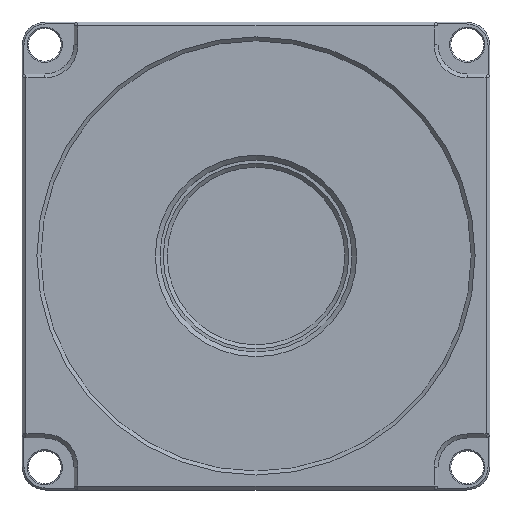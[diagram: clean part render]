
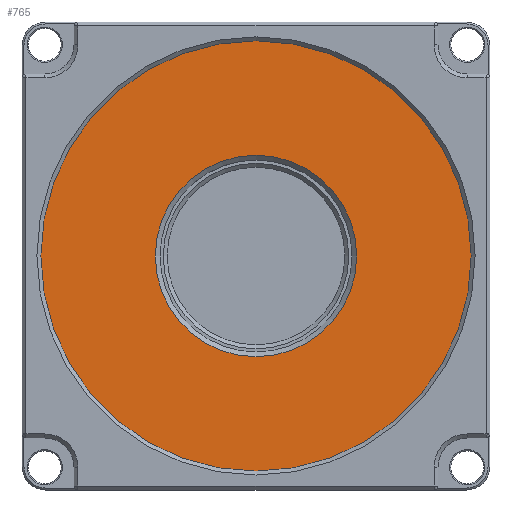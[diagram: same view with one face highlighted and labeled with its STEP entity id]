
A CAD part, top view. The second image highlights one B-rep face of the part: STEP entity #765.
In plain terms, the highlighted planar face has unit normal (0, 0, 1).
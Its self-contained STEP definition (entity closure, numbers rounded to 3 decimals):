
#765=ADVANCED_FACE('',(#1025,#1026),#924,.F.);
#924=PLANE('',#2838);
#1025=FACE_BOUND('',#1192,.T.);
#1026=FACE_BOUND('',#1193,.T.);
#1192=EDGE_LOOP('',(#1548));
#1193=EDGE_LOOP('',(#1549));
#1548=ORIENTED_EDGE('',*,*,#2414,.T.);
#1549=ORIENTED_EDGE('',*,*,#2413,.T.);
#2177=VERTEX_POINT('',#4245);
#2178=VERTEX_POINT('',#4248);
#2413=EDGE_CURVE('',#2177,#2177,#2652,.T.);
#2414=EDGE_CURVE('',#2178,#2178,#2653,.T.);
#2652=CIRCLE('',#2835,27.5);
#2653=CIRCLE('',#2837,12.87);
#2835=AXIS2_PLACEMENT_3D('',#4244,#3364,#3365);
#2837=AXIS2_PLACEMENT_3D('',#4247,#3368,#3369);
#2838=AXIS2_PLACEMENT_3D('',#4249,#3370,#3371);
#3364=DIRECTION('',(0.,0.,1.));
#3365=DIRECTION('',(1.,0.,0.));
#3368=DIRECTION('',(0.,0.,-1.));
#3369=DIRECTION('',(-1.,0.,0.));
#3370=DIRECTION('',(0.,0.,-1.));
#3371=DIRECTION('',(-1.,0.,0.));
#4244=CARTESIAN_POINT('',(0.,0.,9.57));
#4245=CARTESIAN_POINT('',(27.5,0.,9.57));
#4247=CARTESIAN_POINT('',(0.,0.,9.57));
#4248=CARTESIAN_POINT('',(-12.87,0.,9.57));
#4249=CARTESIAN_POINT('',(0.,0.,9.57));
